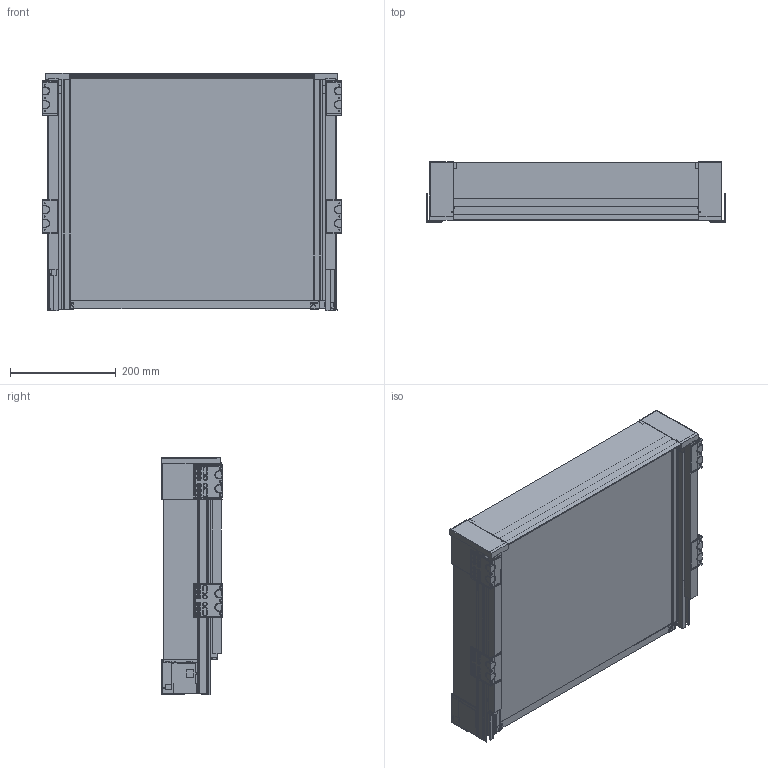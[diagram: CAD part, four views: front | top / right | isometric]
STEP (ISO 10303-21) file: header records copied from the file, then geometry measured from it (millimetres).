
FILE_DESCRIPTION(/* description */ (''),/* implementation_level */ '2;1');
FILE_NAME(/* name */ 'AXIS PRO GLASS 84_450_inner_drawer.stp',/* time_stamp */ '2023-08-08T14:07:06+02:00',/* author */ ('tomaszw'),/* organization */ (''),/* preprocessor_version */ 'ST-DEVELOPER v19.2',/* originating_system */ 'Autodesk Inventor 2023',/* authorisation */ '');
FILE_SCHEMA (('AUTOMOTIVE_DESIGN { 1 0 10303 214 3 1 1 }'));
Products named in the file (2): AXIS PRO GLASS; AXIS PRO GLASS_84_450 sz.wew
Assembly tree (1 placements, depth 2):
  AXIS PRO GLASS
    AXIS PRO GLASS_84_450 sz.wew
Bounding box: 564 x 114.5 x 448.5 mm (x, y, z)
Volume: 5446462.6 mm3; surface area: 1411671.3 mm2
Topology: 55 solids, 55 shells, 3353 faces, 9274 edges, 6069 vertices
Faces by surface type: plane 2208, cylinder 674, bspline 284, cone 84, sphere 83, torus 20
Full cylindrical faces by diameter (mm): 2.4 x2, 2.8 x4, 2.9 x2, 3.2 x56, 3.8 x2, 4 x8, 5.2 x4, 6.3 x32, 7 x4, 7.5 x2, 8.5 x8, 8.8 x16, 10 x16, 10.4 x8
Entity records: 204293 total; most frequent: CARTESIAN_POINT 117149, ORIENTED_EDGE 18516, DIRECTION 15595, EDGE_CURVE 9258, LINE 6761, VECTOR 6761, VERTEX_POINT 6093, AXIS2_PLACEMENT_3D 4417
